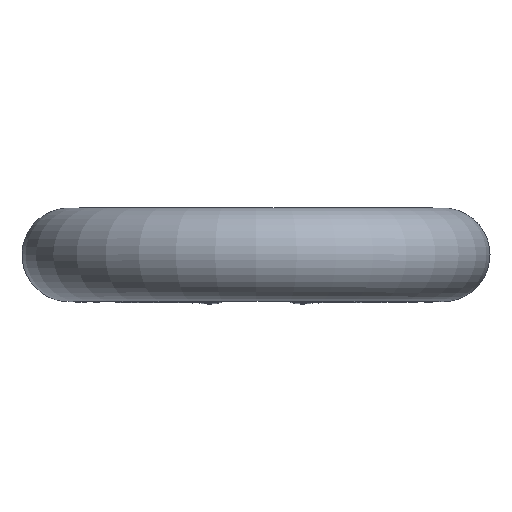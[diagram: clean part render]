
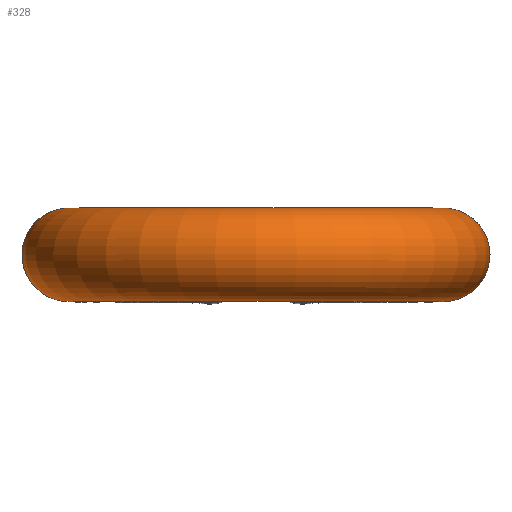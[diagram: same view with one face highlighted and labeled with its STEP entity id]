
A CAD part, top view. The second image highlights one B-rep face of the part: STEP entity #328.
In plain terms, the highlighted toroidal (fillet/blend) face has major radius 1 mm and minor radius 0.25 mm.
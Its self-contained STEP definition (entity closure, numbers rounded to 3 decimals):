
#64 = VERTEX_POINT('',#65);
#65 = CARTESIAN_POINT('',(-0.75,0.,4.9));
#99 = EDGE_CURVE('',#64,#64,#100,.T.);
#100 = ( BOUNDED_CURVE() B_SPLINE_CURVE(6,(#101,#102,#103,#104,#105,#106
,#107),.UNSPECIFIED.,.T.,.F.) B_SPLINE_CURVE_WITH_KNOTS((1,6,6,1),(
    -6.283,0.,6.283,12.566),
.UNSPECIFIED.) CURVE() GEOMETRIC_REPRESENTATION_ITEM() 
RATIONAL_B_SPLINE_CURVE((1.669,1.037,1.038,
    0.854,1.038,1.037,1.669)) 
REPRESENTATION_ITEM('') );
#101 = CARTESIAN_POINT('',(-0.75,0.,4.9));
#102 = CARTESIAN_POINT('',(-0.75,0.415,4.9));
#103 = CARTESIAN_POINT('',(-1.264,0.475,4.9));
#104 = CARTESIAN_POINT('',(-1.687,0.,4.9));
#105 = CARTESIAN_POINT('',(-1.264,-0.475,4.9));
#106 = CARTESIAN_POINT('',(-0.75,-0.415,4.9));
#107 = CARTESIAN_POINT('',(-0.75,0.,4.9));
#328 = ADVANCED_FACE('',(#329),#349,.T.);
#329 = FACE_BOUND('',#330,.T.);
#330 = EDGE_LOOP('',(#331,#340,#347,#348));
#331 = ORIENTED_EDGE('',*,*,#332,.T.);
#332 = EDGE_CURVE('',#64,#333,#335,.T.);
#333 = VERTEX_POINT('',#334);
#334 = CARTESIAN_POINT('',(0.75,0.,4.9));
#335 = CIRCLE('',#336,0.75);
#336 = AXIS2_PLACEMENT_3D('',#337,#338,#339);
#337 = CARTESIAN_POINT('',(0.,0.,4.9));
#338 = DIRECTION('',(0.,1.,0.));
#339 = DIRECTION('',(1.,0.,0.));
#340 = ORIENTED_EDGE('',*,*,#341,.T.);
#341 = EDGE_CURVE('',#333,#333,#342,.T.);
#342 = CIRCLE('',#343,0.25);
#343 = AXIS2_PLACEMENT_3D('',#344,#345,#346);
#344 = CARTESIAN_POINT('',(1.,0.,4.9));
#345 = DIRECTION('',(0.,0.,1.));
#346 = DIRECTION('',(1.,0.,0.));
#347 = ORIENTED_EDGE('',*,*,#332,.F.);
#348 = ORIENTED_EDGE('',*,*,#99,.T.);
#349 = TOROIDAL_SURFACE('',#350,1.,0.25);
#350 = AXIS2_PLACEMENT_3D('',#351,#352,#353);
#351 = CARTESIAN_POINT('',(0.,0.,4.9));
#352 = DIRECTION('',(0.,1.,0.));
#353 = DIRECTION('',(1.,0.,0.));
